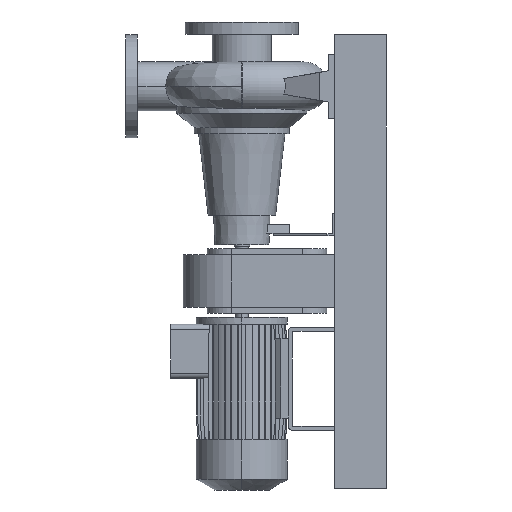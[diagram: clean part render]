
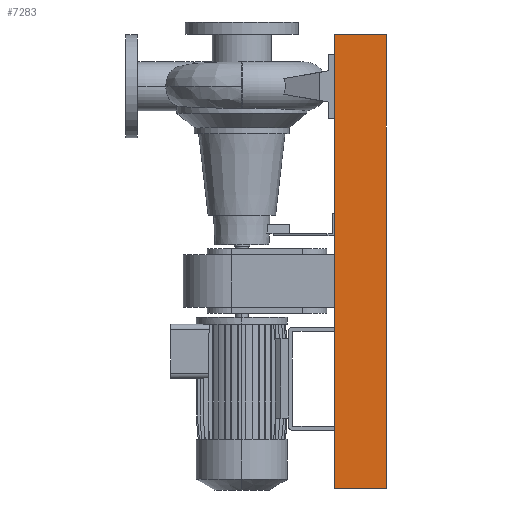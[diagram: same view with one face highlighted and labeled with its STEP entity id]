
A CAD part, left-side view. The second image highlights one B-rep face of the part: STEP entity #7283.
In plain terms, the highlighted planar face has unit normal (-1, 0, 0).
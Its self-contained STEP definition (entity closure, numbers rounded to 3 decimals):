
#687 = DIRECTION ( 'NONE',  ( 0., 0., 1. ) ) ;
#996 = DIRECTION ( 'NONE',  ( 0., -1., 0. ) ) ;
#1413 = AXIS2_PLACEMENT_3D ( 'NONE', #10501, #15117, #8785 ) ;
#2046 = EDGE_CURVE ( 'NONE', #10907, #11787, #2090, .T. ) ;
#2090 = LINE ( 'NONE', #18607, #12106 ) ;
#2131 = CARTESIAN_POINT ( 'NONE',  ( -175., -50., -440. ) ) ;
#2488 = EDGE_CURVE ( 'NONE', #20840, #10450, #5288, .T. ) ;
#3962 = LINE ( 'NONE', #2131, #17033 ) ;
#4076 = EDGE_LOOP ( 'NONE', ( #7314, #19642, #14764, #13414 ) ) ;
#5254 = FACE_OUTER_BOUND ( 'NONE', #4076, .T. ) ;
#5288 = LINE ( 'NONE', #5496, #12102 ) ;
#5478 = VECTOR ( 'NONE', #996, 1000. ) ;
#5496 = CARTESIAN_POINT ( 'NONE',  ( -175., -50., -440. ) ) ;
#6494 = CARTESIAN_POINT ( 'NONE',  ( -175., 50., -440. ) ) ;
#7283 = ADVANCED_FACE ( 'NONE', ( #5254 ), #10604, .T. ) ;
#7314 = ORIENTED_EDGE ( 'NONE', *, *, #7748, .F. ) ;
#7748 = EDGE_CURVE ( 'NONE', #11787, #10450, #15700, .T. ) ;
#8781 = DIRECTION ( 'NONE',  ( 0., -1., 0. ) ) ;
#8785 = DIRECTION ( 'NONE',  ( 0., 0., 1. ) ) ;
#10450 = VERTEX_POINT ( 'NONE', #14983 ) ;
#10501 = CARTESIAN_POINT ( 'NONE',  ( -175., -50., -440. ) ) ;
#10604 = PLANE ( 'NONE',  #1413 ) ;
#10907 = VERTEX_POINT ( 'NONE', #6494 ) ;
#11787 = VERTEX_POINT ( 'NONE', #20550 ) ;
#12102 = VECTOR ( 'NONE', #17067, 1000. ) ;
#12106 = VECTOR ( 'NONE', #687, 1000. ) ;
#12712 = CARTESIAN_POINT ( 'NONE',  ( -175., -50., -440. ) ) ;
#13414 = ORIENTED_EDGE ( 'NONE', *, *, #2488, .T. ) ;
#14764 = ORIENTED_EDGE ( 'NONE', *, *, #16205, .T. ) ;
#14983 = CARTESIAN_POINT ( 'NONE',  ( -175., -50., 440. ) ) ;
#15117 = DIRECTION ( 'NONE',  ( -1., 0., 0. ) ) ;
#15380 = CARTESIAN_POINT ( 'NONE',  ( -175., -50., 440. ) ) ;
#15700 = LINE ( 'NONE', #15380, #5478 ) ;
#16205 = EDGE_CURVE ( 'NONE', #10907, #20840, #3962, .T. ) ;
#17033 = VECTOR ( 'NONE', #8781, 1000. ) ;
#17067 = DIRECTION ( 'NONE',  ( 0., 0., 1. ) ) ;
#18607 = CARTESIAN_POINT ( 'NONE',  ( -175., 50., -440. ) ) ;
#19642 = ORIENTED_EDGE ( 'NONE', *, *, #2046, .F. ) ;
#20550 = CARTESIAN_POINT ( 'NONE',  ( -175., 50., 440. ) ) ;
#20840 = VERTEX_POINT ( 'NONE', #12712 ) ;
